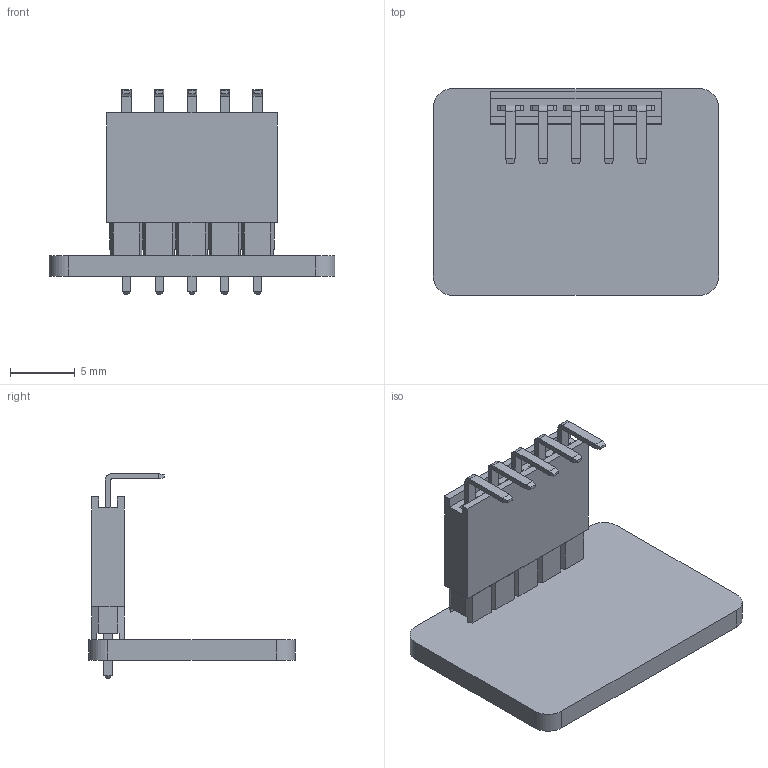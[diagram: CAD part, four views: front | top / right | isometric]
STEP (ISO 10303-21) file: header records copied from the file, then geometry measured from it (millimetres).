
FILE_DESCRIPTION (( 'STEP AP214' ), '1' );
FILE_NAME ('radar_angled_1.step', '2025-01-03T22:51:51', ( '' ), ( '' ), 'SwSTEP 2.0', 'SolidWorks 2022', '' );
FILE_SCHEMA (( 'AUTOMOTIVE_DESIGN' ));
Length unit declared in the file: millimetre
Products named in the file (5): 5-pin_female_header_right_angle.step; 61300511821.step; 6130xx143121_PIN.step; radar_angled_1; hlk-ld2410c_radar
Assembly tree (8 placements, depth 3):
  radar_angled_1
    hlk-ld2410c_radar
    5-pin_female_header_right_angle.step
      61300511821.step
      6130xx143121_PIN.step  x5
Bounding box: 22.1 x 16 x 15.84 mm (x, y, z)
Volume: 908.7 mm3; surface area: 1869.7 mm2
Topology: 13 solids, 13 shells, 379 faces, 979 edges, 626 vertices
Faces by surface type: plane 345, cylinder 24, bspline 10
Entity records: 9473 total; most frequent: CARTESIAN_POINT 1366, ORIENTED_EDGE 1294, DIRECTION 1189, EDGE_CURVE 647, VECTOR 627, LINE 627, VERTEX_POINT 410, AXIS2_PLACEMENT_3D 281
